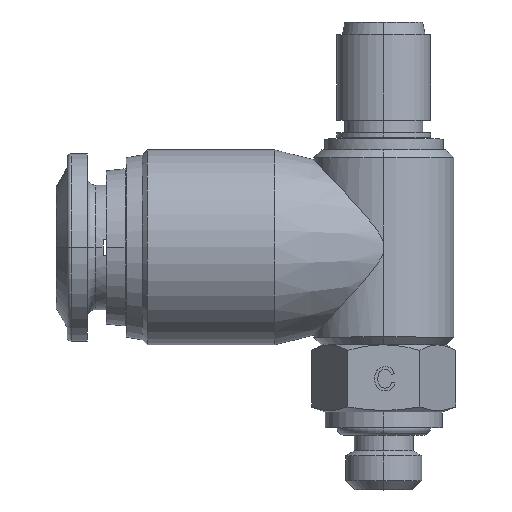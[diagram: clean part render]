
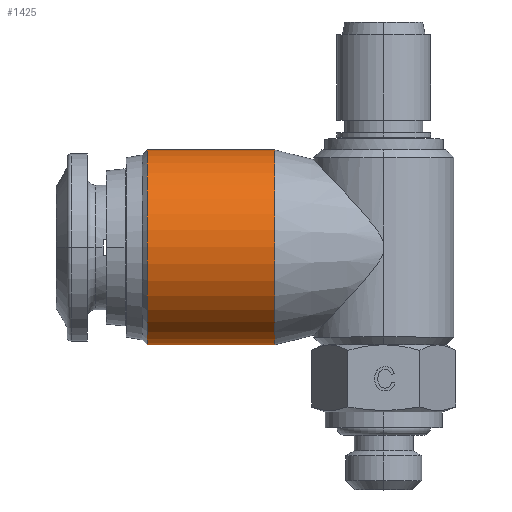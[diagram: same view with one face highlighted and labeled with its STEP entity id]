
A CAD part, top view. The second image highlights one B-rep face of the part: STEP entity #1425.
In plain terms, the highlighted cylindrical face has radius 6.25 mm (diameter 12.5 mm), a partial arc.
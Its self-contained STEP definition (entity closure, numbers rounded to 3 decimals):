
#103 = LINE ( 'NONE', #4225, #105 ) ;
#104 = LINE ( 'NONE', #4235, #107 ) ;
#105 = VECTOR ( 'NONE', #4226, 1000. ) ;
#107 = VECTOR ( 'NONE', #4236, 1000. ) ;
#252 = FACE_OUTER_BOUND ( 'NONE', #1010, .T. ) ;
#253 = CYLINDRICAL_SURFACE ( 'NONE', #3752, 6.25 ) ;
#461 = CIRCLE ( 'NONE', #3664, 6.25 ) ;
#463 = CIRCLE ( 'NONE', #3666, 6.25 ) ;
#571 = ORIENTED_EDGE ( 'NONE', *, *, #3586, .T. ) ;
#572 = ORIENTED_EDGE ( 'NONE', *, *, #4540, .T. ) ;
#573 = ORIENTED_EDGE ( 'NONE', *, *, #3579, .T. ) ;
#574 = ORIENTED_EDGE ( 'NONE', *, *, #4541, .F. ) ;
#1010 = EDGE_LOOP ( 'NONE', ( #571, #572, #573, #574 ) ) ;
#1118 = VERTEX_POINT ( 'NONE', #2922 ) ;
#1120 = VERTEX_POINT ( 'NONE', #2919 ) ;
#1425 = ADVANCED_FACE ( 'NONE', ( #252 ), #253, .T. ) ;
#1777 = CARTESIAN_POINT ( 'NONE',  ( -7., 9.3, 0. ) ) ;
#1778 = CARTESIAN_POINT ( 'NONE',  ( -7., 21.8, 0. ) ) ;
#1825 = CARTESIAN_POINT ( 'NONE',  ( -15.176, 15.55, 0. ) ) ;
#1826 = DIRECTION ( 'NONE',  ( 1., 0., 0. ) ) ;
#1827 = DIRECTION ( 'NONE',  ( 0., 1., 0. ) ) ;
#1862 = CARTESIAN_POINT ( 'NONE',  ( -7., 15.55, 0. ) ) ;
#1863 = DIRECTION ( 'NONE',  ( -1., 0., 0. ) ) ;
#1864 = DIRECTION ( 'NONE',  ( 0., -1., 0. ) ) ;
#2444 = DIRECTION ( 'NONE',  ( -1., 0., 0. ) ) ;
#2446 = CARTESIAN_POINT ( 'NONE',  ( -18., 15.55, 0. ) ) ;
#2447 = DIRECTION ( 'NONE',  ( 0., -1., 0. ) ) ;
#2919 = CARTESIAN_POINT ( 'NONE',  ( -15.176, 21.8, 0. ) ) ;
#2922 = CARTESIAN_POINT ( 'NONE',  ( -15.176, 9.3, 0. ) ) ;
#3117 = VERTEX_POINT ( 'NONE', #1777 ) ;
#3118 = VERTEX_POINT ( 'NONE', #1778 ) ;
#3579 = EDGE_CURVE ( 'NONE', #1120, #1118, #461, .T. ) ;
#3586 = EDGE_CURVE ( 'NONE', #3117, #3118, #463, .T. ) ;
#3664 = AXIS2_PLACEMENT_3D ( 'NONE', #1825, #1826, #1827 ) ;
#3666 = AXIS2_PLACEMENT_3D ( 'NONE', #1862, #1863, #1864 ) ;
#3752 = AXIS2_PLACEMENT_3D ( 'NONE', #2446, #2444, #2447 ) ;
#4225 = CARTESIAN_POINT ( 'NONE',  ( -18., 21.8, 0. ) ) ;
#4226 = DIRECTION ( 'NONE',  ( -1., 0., 0. ) ) ;
#4235 = CARTESIAN_POINT ( 'NONE',  ( -18., 9.3, 0. ) ) ;
#4236 = DIRECTION ( 'NONE',  ( -1., 0., 0. ) ) ;
#4540 = EDGE_CURVE ( 'NONE', #3118, #1120, #103, .T. ) ;
#4541 = EDGE_CURVE ( 'NONE', #3117, #1118, #104, .T. ) ;
